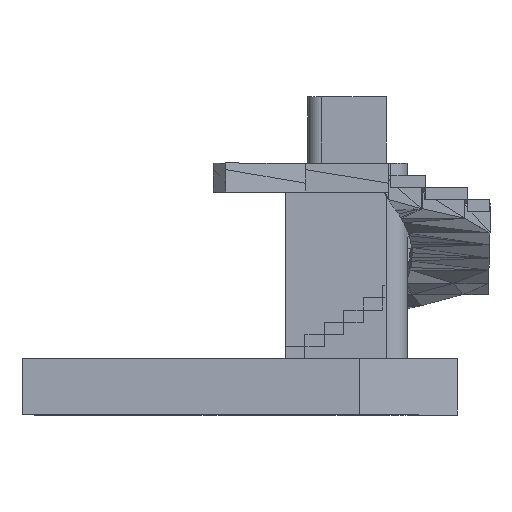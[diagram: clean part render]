
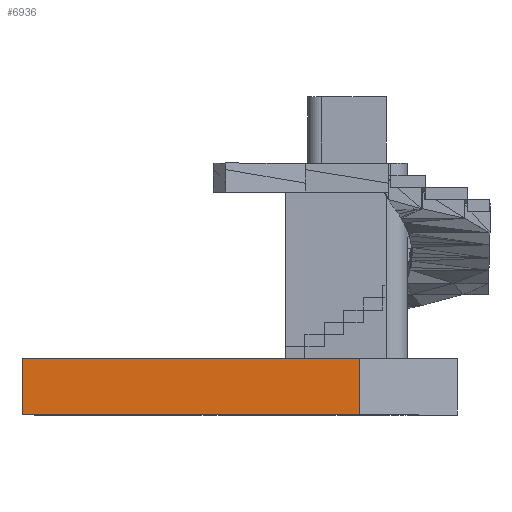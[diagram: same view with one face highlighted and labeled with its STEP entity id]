
A CAD part, top view. The second image highlights one B-rep face of the part: STEP entity #6936.
In plain terms, the highlighted planar face has unit normal (0.006, 0, 1).
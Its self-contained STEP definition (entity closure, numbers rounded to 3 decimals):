
#458=PLANE('',#7387);
#853=FACE_OUTER_BOUND('',#1250,.T.);
#1250=EDGE_LOOP('',(#6492,#6493,#6494,#6495));
#1515=LINE('',#9666,#2438);
#1541=LINE('',#9718,#2464);
#2199=LINE('',#11037,#3122);
#2200=LINE('',#11039,#3123);
#2438=VECTOR('',#7838,10.);
#2464=VECTOR('',#7866,10.);
#3122=VECTOR('',#9140,10.);
#3123=VECTOR('',#9143,10.);
#3288=VERTEX_POINT('',#9663);
#3289=VERTEX_POINT('',#9665);
#3313=VERTEX_POINT('',#9715);
#3314=VERTEX_POINT('',#9717);
#3917=EDGE_CURVE('',#3288,#3289,#1515,.T.);
#3943=EDGE_CURVE('',#3313,#3314,#1541,.T.);
#4617=EDGE_CURVE('',#3313,#3289,#2199,.T.);
#4618=EDGE_CURVE('',#3314,#3288,#2200,.T.);
#6492=ORIENTED_EDGE('',*,*,#3917,.F.);
#6493=ORIENTED_EDGE('',*,*,#4618,.F.);
#6494=ORIENTED_EDGE('',*,*,#3943,.F.);
#6495=ORIENTED_EDGE('',*,*,#4617,.T.);
#6936=ADVANCED_FACE('',(#853),#458,.T.);
#7387=AXIS2_PLACEMENT_3D('',#11038,#9141,#9142);
#7838=DIRECTION('',(-1.,0.,0.006));
#7866=DIRECTION('',(1.,0.,-0.006));
#9140=DIRECTION('',(0.,-1.,0.));
#9141=DIRECTION('center_axis',(0.006,0.,1.));
#9142=DIRECTION('ref_axis',(-1.,0.,0.006));
#9143=DIRECTION('',(0.,-1.,0.));
#9663=CARTESIAN_POINT('',(-2.223,2822.,383.886));
#9665=CARTESIAN_POINT('',(-5075.538,2822.,412.515));
#9666=CARTESIAN_POINT('',(-899.169,2822.,388.948));
#9715=CARTESIAN_POINT('',(-5075.538,3667.,412.515));
#9717=CARTESIAN_POINT('',(-2.223,3667.,383.886));
#9718=CARTESIAN_POINT('',(-5075.538,3667.,412.515));
#11037=CARTESIAN_POINT('',(-5075.538,3667.,412.515));
#11038=CARTESIAN_POINT('Origin',(-2.223,3667.,383.886));
#11039=CARTESIAN_POINT('',(-2.223,3667.,383.886));
